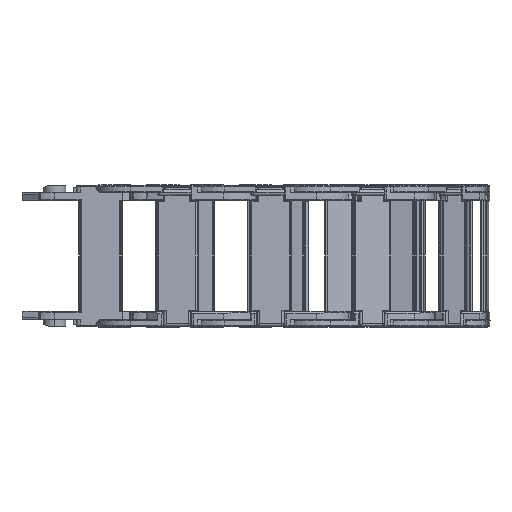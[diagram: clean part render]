
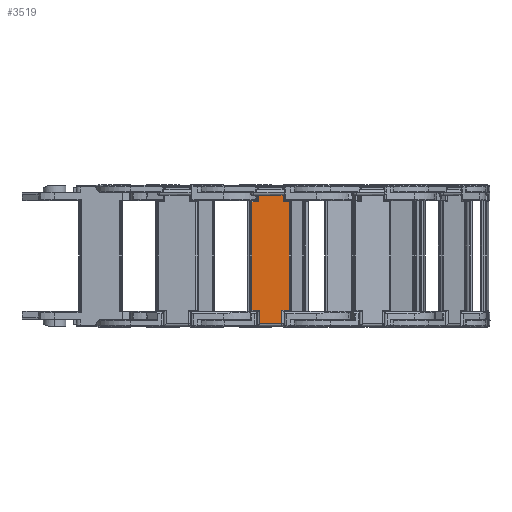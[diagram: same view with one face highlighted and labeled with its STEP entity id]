
A CAD part, front view. The second image highlights one B-rep face of the part: STEP entity #3519.
In plain terms, the highlighted face is planar.
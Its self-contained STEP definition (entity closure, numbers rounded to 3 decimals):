
#781 = ORIENTED_EDGE ( 'NONE', *, *, #15770, .F. ) ;
#1089 = CARTESIAN_POINT ( 'NONE',  ( 440.922, 93.451, 621.479 ) ) ;
#1156 = CARTESIAN_POINT ( 'NONE',  ( 440.922, 93.451, 615.579 ) ) ;
#1317 = VERTEX_POINT ( 'NONE', #9005 ) ;
#1652 = ORIENTED_EDGE ( 'NONE', *, *, #8618, .F. ) ;
#1774 = DIRECTION ( 'NONE',  ( -1., 0., 0. ) ) ;
#2076 = CARTESIAN_POINT ( 'NONE',  ( 453.855, 93.451, 579.851 ) ) ;
#2097 = EDGE_CURVE ( 'NONE', #10707, #5217, #4533, .T. ) ;
#2434 = ORIENTED_EDGE ( 'NONE', *, *, #17735, .F. ) ;
#2582 = VECTOR ( 'NONE', #17003, 1000. ) ;
#2671 = CARTESIAN_POINT ( 'NONE',  ( 437.679, 93.451, 615.579 ) ) ;
#2679 = VERTEX_POINT ( 'NONE', #9600 ) ;
#2719 = DIRECTION ( 'NONE',  ( 0., 0., -1. ) ) ;
#2829 = VERTEX_POINT ( 'NONE', #15875 ) ;
#3376 = DIRECTION ( 'NONE',  ( 0., 1., 0. ) ) ;
#3519 = ADVANCED_FACE ( 'NONE', ( #17901 ), #4770, .F. ) ;
#3603 = VERTEX_POINT ( 'NONE', #13917 ) ;
#4304 = CARTESIAN_POINT ( 'NONE',  ( 425.879, 93.451, 621.479 ) ) ;
#4476 = VECTOR ( 'NONE', #6906, 1000. ) ;
#4533 = LINE ( 'NONE', #5387, #15449 ) ;
#4770 = PLANE ( 'NONE',  #6840 ) ;
#4832 = DIRECTION ( 'NONE',  ( 0., 0., 1. ) ) ;
#5217 = VERTEX_POINT ( 'NONE', #18612 ) ;
#5255 = CARTESIAN_POINT ( 'NONE',  ( 453.855, 93.451, 568.601 ) ) ;
#5277 = DIRECTION ( 'NONE',  ( -1., 0., 0. ) ) ;
#5387 = CARTESIAN_POINT ( 'NONE',  ( 425.879, 93.451, 568.601 ) ) ;
#5478 = VECTOR ( 'NONE', #7129, 1000. ) ;
#5597 = CARTESIAN_POINT ( 'NONE',  ( 450.612, 93.451, 615.579 ) ) ;
#5697 = DIRECTION ( 'NONE',  ( 0., 0., 1. ) ) ;
#6235 = LINE ( 'NONE', #16887, #2582 ) ;
#6244 = VECTOR ( 'NONE', #9185, 1000. ) ;
#6674 = ORIENTED_EDGE ( 'NONE', *, *, #18324, .F. ) ;
#6712 = VERTEX_POINT ( 'NONE', #1089 ) ;
#6782 = VERTEX_POINT ( 'NONE', #5255 ) ;
#6840 = AXIS2_PLACEMENT_3D ( 'NONE', #9105, #3376, #4832 ) ;
#6906 = DIRECTION ( 'NONE',  ( 0., 0., 1. ) ) ;
#7129 = DIRECTION ( 'NONE',  ( 1., 0., 0. ) ) ;
#8053 = LINE ( 'NONE', #14043, #8478 ) ;
#8085 = EDGE_LOOP ( 'NONE', ( #6674, #18033, #17376, #17550, #18684, #781, #10959, #10849, #17143, #14715, #1652, #2434 ) ) ;
#8478 = VECTOR ( 'NONE', #13689, 1000. ) ;
#8577 = EDGE_CURVE ( 'NONE', #1317, #14076, #13084, .T. ) ;
#8618 = EDGE_CURVE ( 'NONE', #16354, #6712, #8759, .T. ) ;
#8717 = VERTEX_POINT ( 'NONE', #17812 ) ;
#8759 = LINE ( 'NONE', #9972, #4476 ) ;
#9005 = CARTESIAN_POINT ( 'NONE',  ( 450.612, 93.451, 621.479 ) ) ;
#9105 = CARTESIAN_POINT ( 'NONE',  ( 425.879, 93.451, 579.851 ) ) ;
#9185 = DIRECTION ( 'NONE',  ( 0., 0., 1. ) ) ;
#9219 = VECTOR ( 'NONE', #2719, 1000. ) ;
#9401 = EDGE_CURVE ( 'NONE', #2829, #2679, #12115, .T. ) ;
#9600 = CARTESIAN_POINT ( 'NONE',  ( 451.117, 93.451, 565.901 ) ) ;
#9972 = CARTESIAN_POINT ( 'NONE',  ( 440.922, 93.451, 592.329 ) ) ;
#10206 = LINE ( 'NONE', #4304, #5478 ) ;
#10377 = LINE ( 'NONE', #15026, #13141 ) ;
#10587 = EDGE_CURVE ( 'NONE', #2679, #8717, #6235, .T. ) ;
#10660 = VERTEX_POINT ( 'NONE', #2671 ) ;
#10707 = VERTEX_POINT ( 'NONE', #12983 ) ;
#10849 = ORIENTED_EDGE ( 'NONE', *, *, #13801, .F. ) ;
#10959 = ORIENTED_EDGE ( 'NONE', *, *, #16491, .F. ) ;
#11102 = LINE ( 'NONE', #2076, #13911 ) ;
#11348 = VECTOR ( 'NONE', #1774, 1000. ) ;
#11972 = CARTESIAN_POINT ( 'NONE',  ( 451.117, 93.451, 591.851 ) ) ;
#12115 = LINE ( 'NONE', #11972, #15560 ) ;
#12983 = CARTESIAN_POINT ( 'NONE',  ( 440.417, 93.451, 568.601 ) ) ;
#13084 = LINE ( 'NONE', #15719, #9219 ) ;
#13141 = VECTOR ( 'NONE', #16911, 1000. ) ;
#13253 = CARTESIAN_POINT ( 'NONE',  ( 437.679, 93.451, 579.851 ) ) ;
#13474 = DIRECTION ( 'NONE',  ( 0., 0., -1. ) ) ;
#13534 = CARTESIAN_POINT ( 'NONE',  ( 440.417, 93.451, 591.851 ) ) ;
#13683 = DIRECTION ( 'NONE',  ( 0., 0., -1. ) ) ;
#13689 = DIRECTION ( 'NONE',  ( 1., 0., 0. ) ) ;
#13801 = EDGE_CURVE ( 'NONE', #14076, #3603, #8053, .T. ) ;
#13853 = LINE ( 'NONE', #13253, #16783 ) ;
#13911 = VECTOR ( 'NONE', #13683, 1000. ) ;
#13917 = CARTESIAN_POINT ( 'NONE',  ( 453.855, 93.451, 615.579 ) ) ;
#14043 = CARTESIAN_POINT ( 'NONE',  ( 425.879, 93.451, 615.579 ) ) ;
#14076 = VERTEX_POINT ( 'NONE', #5597 ) ;
#14388 = EDGE_CURVE ( 'NONE', #8717, #10707, #17558, .T. ) ;
#14715 = ORIENTED_EDGE ( 'NONE', *, *, #16244, .F. ) ;
#15026 = CARTESIAN_POINT ( 'NONE',  ( 425.879, 93.451, 615.579 ) ) ;
#15274 = LINE ( 'NONE', #16747, #11348 ) ;
#15449 = VECTOR ( 'NONE', #5277, 1000. ) ;
#15560 = VECTOR ( 'NONE', #13474, 1000. ) ;
#15719 = CARTESIAN_POINT ( 'NONE',  ( 450.612, 93.451, 592.329 ) ) ;
#15770 = EDGE_CURVE ( 'NONE', #6782, #2829, #15274, .T. ) ;
#15875 = CARTESIAN_POINT ( 'NONE',  ( 451.117, 93.451, 568.601 ) ) ;
#16244 = EDGE_CURVE ( 'NONE', #6712, #1317, #10206, .T. ) ;
#16354 = VERTEX_POINT ( 'NONE', #1156 ) ;
#16491 = EDGE_CURVE ( 'NONE', #3603, #6782, #11102, .T. ) ;
#16747 = CARTESIAN_POINT ( 'NONE',  ( 425.879, 93.451, 568.601 ) ) ;
#16783 = VECTOR ( 'NONE', #5697, 1000. ) ;
#16887 = CARTESIAN_POINT ( 'NONE',  ( 425.879, 93.451, 565.901 ) ) ;
#16911 = DIRECTION ( 'NONE',  ( 1., 0., 0. ) ) ;
#17003 = DIRECTION ( 'NONE',  ( -1., 0., 0. ) ) ;
#17143 = ORIENTED_EDGE ( 'NONE', *, *, #8577, .F. ) ;
#17376 = ORIENTED_EDGE ( 'NONE', *, *, #14388, .F. ) ;
#17550 = ORIENTED_EDGE ( 'NONE', *, *, #10587, .F. ) ;
#17558 = LINE ( 'NONE', #13534, #6244 ) ;
#17735 = EDGE_CURVE ( 'NONE', #10660, #16354, #10377, .T. ) ;
#17812 = CARTESIAN_POINT ( 'NONE',  ( 440.417, 93.451, 565.901 ) ) ;
#17901 = FACE_OUTER_BOUND ( 'NONE', #8085, .T. ) ;
#18033 = ORIENTED_EDGE ( 'NONE', *, *, #2097, .F. ) ;
#18324 = EDGE_CURVE ( 'NONE', #5217, #10660, #13853, .T. ) ;
#18612 = CARTESIAN_POINT ( 'NONE',  ( 437.679, 93.451, 568.601 ) ) ;
#18684 = ORIENTED_EDGE ( 'NONE', *, *, #9401, .F. ) ;
